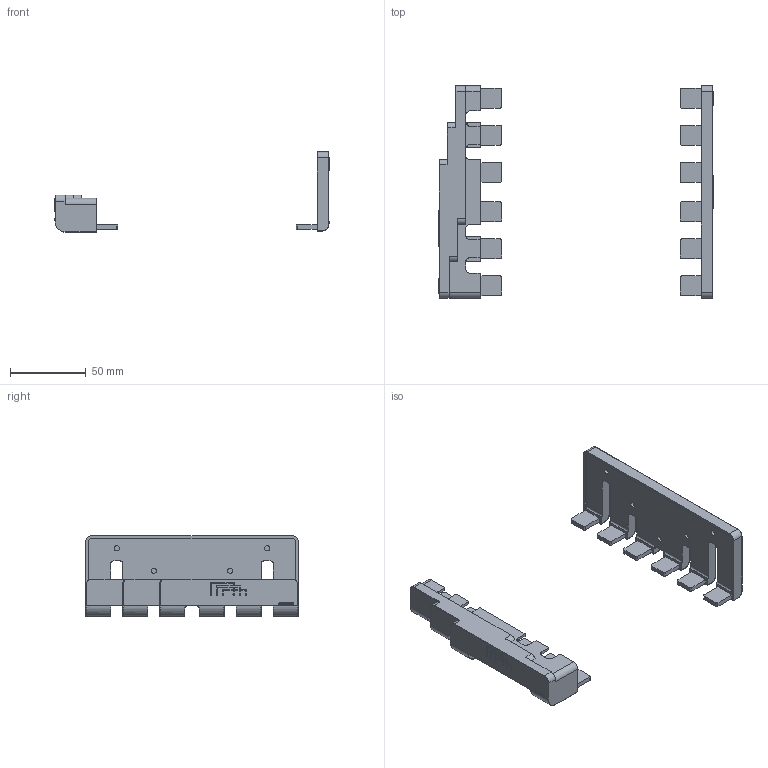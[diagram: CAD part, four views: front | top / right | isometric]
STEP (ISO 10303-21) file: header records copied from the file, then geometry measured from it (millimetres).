
FILE_DESCRIPTION(/* description */ (''),/* implementation_level */ '2;1');
FILE_NAME(/* name */ 'FILE_STP_CAD_DRAWING_BFX3401_Catalog_prt.stp',/* time_stamp */ '2020-11-05T11:24:42+01:00',/* author */ (''),/* organization */ (''),/* preprocessor_version */ 'ST-DEVELOPER v16.7',/* originating_system */ 'SIEMENS PLM Software NX 12.0',/* authorisation */ '');
FILE_SCHEMA (('AUTOMOTIVE_DESIGN { 1 0 10303 214 3 1 1 1 }'));
Length unit declared in the file: millimetre
Products named in the file (1): BFX3401_Catalog
Bounding box: 181.4 x 140.6 x 53.2 mm (x, y, z)
Surface area: 53981.6 mm2 (no closed solid volume)
Topology: 0 solids, 11 shells, 604 faces, 1772 edges, 1184 vertices
Faces by surface type: plane 322, cylinder 170, torus 47, extrusion 46, bspline 12, cone 7
Full cylindrical faces by diameter (mm): 3.5 x5
Entity records: 21614 total; most frequent: CARTESIAN_POINT 5749, ORIENTED_EDGE 3243, DIRECTION 3137, EDGE_CURVE 1752, VERTEX_POINT 1178, VECTOR 1073, AXIS2_PLACEMENT_3D 1032, LINE 1027
